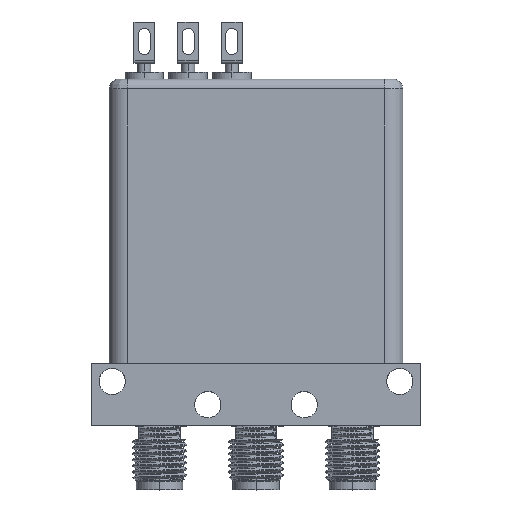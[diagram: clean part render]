
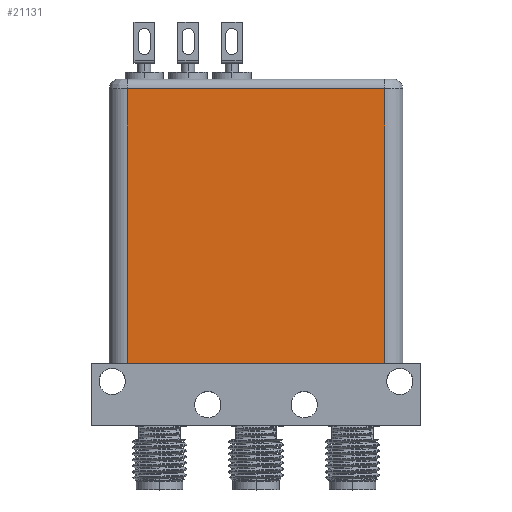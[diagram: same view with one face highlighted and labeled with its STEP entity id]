
A CAD part, top view. The second image highlights one B-rep face of the part: STEP entity #21131.
In plain terms, the highlighted planar face has unit normal (0, 0, 1).
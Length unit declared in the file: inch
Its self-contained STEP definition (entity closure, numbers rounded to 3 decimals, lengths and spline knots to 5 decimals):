
#300 = ORIENTED_EDGE ( 'NONE', *, *, #33625, .T. ) ;
#845 = DIRECTION ( 'NONE',  ( 0., 1., 0. ) ) ;
#1873 = VECTOR ( 'NONE', #2664, 39.37008 ) ;
#2428 = VERTEX_POINT ( 'NONE', #27982 ) ;
#2664 = DIRECTION ( 'NONE',  ( 1., 0., 0. ) ) ;
#3988 = CARTESIAN_POINT ( 'NONE',  ( 0.67, 1.255, 0.25 ) ) ;
#4555 = VECTOR ( 'NONE', #845, 39.37008 ) ;
#4590 = VERTEX_POINT ( 'NONE', #17686 ) ;
#4668 = EDGE_CURVE ( 'NONE', #10887, #2428, #9063, .T. ) ;
#4879 = DIRECTION ( 'NONE',  ( -1., 0., 0. ) ) ;
#5695 = FACE_OUTER_BOUND ( 'NONE', #29204, .T. ) ;
#6046 = DIRECTION ( 'NONE',  ( 0., 0., -1. ) ) ;
#9063 = LINE ( 'NONE', #27188, #4555 ) ;
#9215 = LINE ( 'NONE', #3988, #10367 ) ;
#10367 = VECTOR ( 'NONE', #17348, 39.37008 ) ;
#10800 = AXIS2_PLACEMENT_3D ( 'NONE', #27125, #6046, #4879 ) ;
#10819 = ORIENTED_EDGE ( 'NONE', *, *, #31058, .F. ) ;
#10887 = VERTEX_POINT ( 'NONE', #15259 ) ;
#12802 = ORIENTED_EDGE ( 'NONE', *, *, #4668, .F. ) ;
#15259 = CARTESIAN_POINT ( 'NONE',  ( -0.588, 0., 0.25 ) ) ;
#16411 = PLANE ( 'NONE',  #10800 ) ;
#17054 = CARTESIAN_POINT ( 'NONE',  ( 0.588, 1.3, 0.25 ) ) ;
#17348 = DIRECTION ( 'NONE',  ( 1., 0., 0. ) ) ;
#17686 = CARTESIAN_POINT ( 'NONE',  ( 0.588, 1.255, 0.25 ) ) ;
#21131 = ADVANCED_FACE ( 'NONE', ( #5695 ), #16411, .F. ) ;
#22324 = EDGE_CURVE ( 'NONE', #2428, #4590, #9215, .T. ) ;
#22327 = LINE ( 'NONE', #17054, #25964 ) ;
#22732 = CARTESIAN_POINT ( 'NONE',  ( 0.588, 0., 0.25 ) ) ;
#23921 = LINE ( 'NONE', #34639, #1873 ) ;
#24300 = VERTEX_POINT ( 'NONE', #22732 ) ;
#25964 = VECTOR ( 'NONE', #27746, 39.37008 ) ;
#27125 = CARTESIAN_POINT ( 'NONE',  ( 0.67, 1.3, 0.25 ) ) ;
#27188 = CARTESIAN_POINT ( 'NONE',  ( -0.588, 1.3, 0.25 ) ) ;
#27746 = DIRECTION ( 'NONE',  ( 0., -1., 0. ) ) ;
#27982 = CARTESIAN_POINT ( 'NONE',  ( -0.588, 1.255, 0.25 ) ) ;
#29204 = EDGE_LOOP ( 'NONE', ( #12802, #300, #10819, #32011 ) ) ;
#31058 = EDGE_CURVE ( 'NONE', #4590, #24300, #22327, .T. ) ;
#32011 = ORIENTED_EDGE ( 'NONE', *, *, #22324, .F. ) ;
#33625 = EDGE_CURVE ( 'NONE', #10887, #24300, #23921, .T. ) ;
#34639 = CARTESIAN_POINT ( 'NONE',  ( 0., 0., 0.25 ) ) ;
